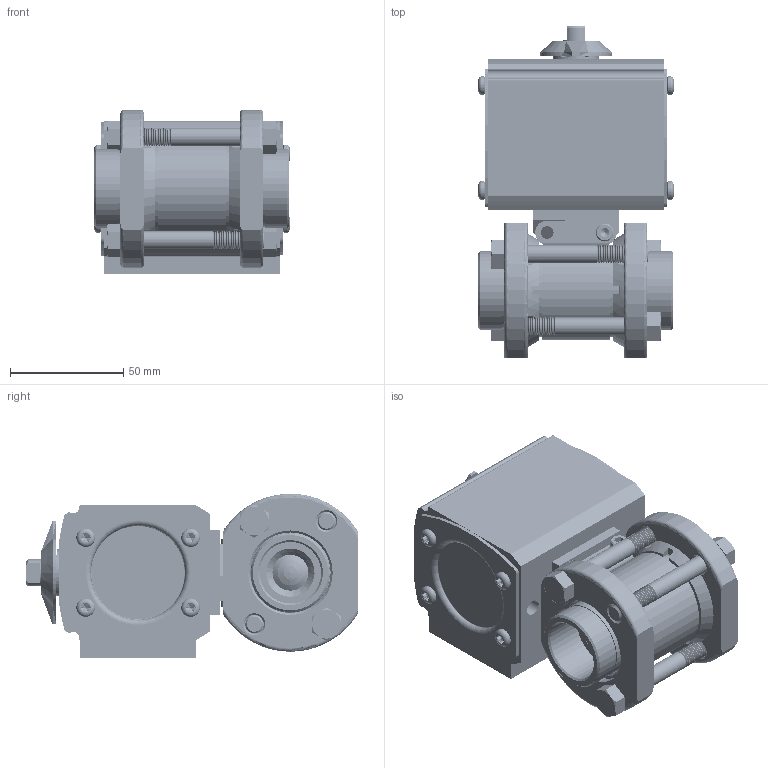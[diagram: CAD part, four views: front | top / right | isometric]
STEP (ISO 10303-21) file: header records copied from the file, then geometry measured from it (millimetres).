
FILE_DESCRIPTION (( 'STEP AP203' ), '1' );
FILE_NAME ('26XXSWSA512D.step', '2018-09-05T12:07:44', ( '' ), ( '' ), 'SwSTEP 2.0', 'SolidWorks 2018', '' );
FILE_SCHEMA (( 'CONFIG_CONTROL_DESIGN' ));
Products named in the file (1): 26XXSWSA512D
Bounding box: 86.49 x 146.65 x 72.77 mm (x, y, z)
Volume: 381067.5 mm3; surface area: 152463 mm2
Topology: 39 solids, 39 shells, 2974 faces, 7807 edges, 4878 vertices
Faces by surface type: cylinder 1410, cone 882, plane 472, torus 134, bspline 74, sphere 2
Entity records: 114383 total; most frequent: CARTESIAN_POINT 43775, ORIENTED_EDGE 15362, DIRECTION 14855, EDGE_CURVE 7681, AXIS2_PLACEMENT_3D 5981, VERTEX_POINT 4874, EDGE_LOOP 3167, CIRCLE 3080
